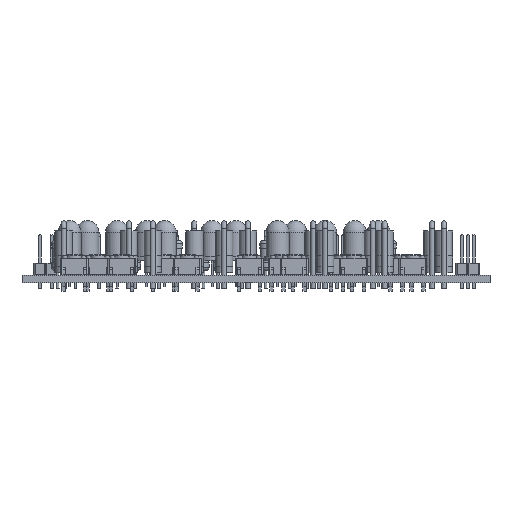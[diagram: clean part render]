
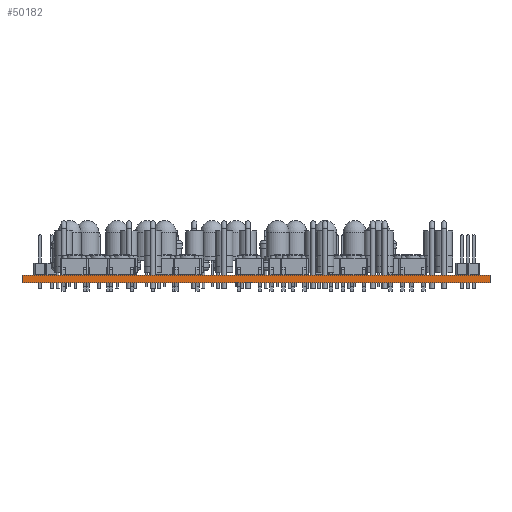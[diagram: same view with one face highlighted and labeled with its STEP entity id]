
A CAD part, front view. The second image highlights one B-rep face of the part: STEP entity #50182.
In plain terms, the highlighted planar face has unit normal (0, -1, 0).
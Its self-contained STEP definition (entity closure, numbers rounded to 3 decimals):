
#50182 = ADVANCED_FACE('',(#50183),#50197,.F.);
#50183 = FACE_BOUND('',#50184,.F.);
#50184 = EDGE_LOOP('',(#50185,#50220,#50248,#50276));
#50185 = ORIENTED_EDGE('',*,*,#50186,.T.);
#50186 = EDGE_CURVE('',#50187,#50189,#50191,.T.);
#50187 = VERTEX_POINT('',#50188);
#50188 = CARTESIAN_POINT('',(0.,-0.,0.));
#50189 = VERTEX_POINT('',#50190);
#50190 = CARTESIAN_POINT('',(0.,0.,1.6));
#50191 = SURFACE_CURVE('',#50192,(#50196,#50208),.PCURVE_S1.);
#50192 = LINE('',#50193,#50194);
#50193 = CARTESIAN_POINT('',(0.,-0.,0.));
#50194 = VECTOR('',#50195,1.);
#50195 = DIRECTION('',(0.,0.,1.));
#50196 = PCURVE('',#50197,#50202);
#50197 = PLANE('',#50198);
#50198 = AXIS2_PLACEMENT_3D('',#50199,#50200,#50201);
#50199 = CARTESIAN_POINT('',(0.,0.,0.));
#50200 = DIRECTION('',(0.,1.,0.));
#50201 = DIRECTION('',(1.,0.,0.));
#50202 = DEFINITIONAL_REPRESENTATION('',(#50203),#50207);
#50203 = LINE('',#50204,#50205);
#50204 = CARTESIAN_POINT('',(0.,0.));
#50205 = VECTOR('',#50206,1.);
#50206 = DIRECTION('',(0.,-1.));
#50207 = ( GEOMETRIC_REPRESENTATION_CONTEXT(2) 
PARAMETRIC_REPRESENTATION_CONTEXT() REPRESENTATION_CONTEXT('2D SPACE',''
  ) );
#50208 = PCURVE('',#50209,#50214);
#50209 = PLANE('',#50210);
#50210 = AXIS2_PLACEMENT_3D('',#50211,#50212,#50213);
#50211 = CARTESIAN_POINT('',(0.,100.,0.));
#50212 = DIRECTION('',(1.,0.,-0.));
#50213 = DIRECTION('',(0.,-1.,0.));
#50214 = DEFINITIONAL_REPRESENTATION('',(#50215),#50219);
#50215 = LINE('',#50216,#50217);
#50216 = CARTESIAN_POINT('',(100.,0.));
#50217 = VECTOR('',#50218,1.);
#50218 = DIRECTION('',(0.,-1.));
#50219 = ( GEOMETRIC_REPRESENTATION_CONTEXT(2) 
PARAMETRIC_REPRESENTATION_CONTEXT() REPRESENTATION_CONTEXT('2D SPACE',''
  ) );
#50220 = ORIENTED_EDGE('',*,*,#50221,.T.);
#50221 = EDGE_CURVE('',#50189,#50222,#50224,.T.);
#50222 = VERTEX_POINT('',#50223);
#50223 = CARTESIAN_POINT('',(100.,0.,1.6));
#50224 = SURFACE_CURVE('',#50225,(#50229,#50236),.PCURVE_S1.);
#50225 = LINE('',#50226,#50227);
#50226 = CARTESIAN_POINT('',(0.,0.,1.6));
#50227 = VECTOR('',#50228,1.);
#50228 = DIRECTION('',(1.,0.,0.));
#50229 = PCURVE('',#50197,#50230);
#50230 = DEFINITIONAL_REPRESENTATION('',(#50231),#50235);
#50231 = LINE('',#50232,#50233);
#50232 = CARTESIAN_POINT('',(0.,-1.6));
#50233 = VECTOR('',#50234,1.);
#50234 = DIRECTION('',(1.,0.));
#50235 = ( GEOMETRIC_REPRESENTATION_CONTEXT(2) 
PARAMETRIC_REPRESENTATION_CONTEXT() REPRESENTATION_CONTEXT('2D SPACE',''
  ) );
#50236 = PCURVE('',#50237,#50242);
#50237 = PLANE('',#50238);
#50238 = AXIS2_PLACEMENT_3D('',#50239,#50240,#50241);
#50239 = CARTESIAN_POINT('',(50.,50.,1.6));
#50240 = DIRECTION('',(0.,0.,1.));
#50241 = DIRECTION('',(1.,0.,-0.));
#50242 = DEFINITIONAL_REPRESENTATION('',(#50243),#50247);
#50243 = LINE('',#50244,#50245);
#50244 = CARTESIAN_POINT('',(-50.,-50.));
#50245 = VECTOR('',#50246,1.);
#50246 = DIRECTION('',(1.,0.));
#50247 = ( GEOMETRIC_REPRESENTATION_CONTEXT(2) 
PARAMETRIC_REPRESENTATION_CONTEXT() REPRESENTATION_CONTEXT('2D SPACE',''
  ) );
#50248 = ORIENTED_EDGE('',*,*,#50249,.F.);
#50249 = EDGE_CURVE('',#50250,#50222,#50252,.T.);
#50250 = VERTEX_POINT('',#50251);
#50251 = CARTESIAN_POINT('',(100.,-0.,0.));
#50252 = SURFACE_CURVE('',#50253,(#50257,#50264),.PCURVE_S1.);
#50253 = LINE('',#50254,#50255);
#50254 = CARTESIAN_POINT('',(100.,-0.,0.));
#50255 = VECTOR('',#50256,1.);
#50256 = DIRECTION('',(0.,0.,1.));
#50257 = PCURVE('',#50197,#50258);
#50258 = DEFINITIONAL_REPRESENTATION('',(#50259),#50263);
#50259 = LINE('',#50260,#50261);
#50260 = CARTESIAN_POINT('',(100.,0.));
#50261 = VECTOR('',#50262,1.);
#50262 = DIRECTION('',(0.,-1.));
#50263 = ( GEOMETRIC_REPRESENTATION_CONTEXT(2) 
PARAMETRIC_REPRESENTATION_CONTEXT() REPRESENTATION_CONTEXT('2D SPACE',''
  ) );
#50264 = PCURVE('',#50265,#50270);
#50265 = PLANE('',#50266);
#50266 = AXIS2_PLACEMENT_3D('',#50267,#50268,#50269);
#50267 = CARTESIAN_POINT('',(100.,0.,0.));
#50268 = DIRECTION('',(-1.,0.,0.));
#50269 = DIRECTION('',(0.,1.,0.));
#50270 = DEFINITIONAL_REPRESENTATION('',(#50271),#50275);
#50271 = LINE('',#50272,#50273);
#50272 = CARTESIAN_POINT('',(0.,0.));
#50273 = VECTOR('',#50274,1.);
#50274 = DIRECTION('',(0.,-1.));
#50275 = ( GEOMETRIC_REPRESENTATION_CONTEXT(2) 
PARAMETRIC_REPRESENTATION_CONTEXT() REPRESENTATION_CONTEXT('2D SPACE',''
  ) );
#50276 = ORIENTED_EDGE('',*,*,#50277,.F.);
#50277 = EDGE_CURVE('',#50187,#50250,#50278,.T.);
#50278 = SURFACE_CURVE('',#50279,(#50283,#50290),.PCURVE_S1.);
#50279 = LINE('',#50280,#50281);
#50280 = CARTESIAN_POINT('',(0.,-0.,0.));
#50281 = VECTOR('',#50282,1.);
#50282 = DIRECTION('',(1.,0.,0.));
#50283 = PCURVE('',#50197,#50284);
#50284 = DEFINITIONAL_REPRESENTATION('',(#50285),#50289);
#50285 = LINE('',#50286,#50287);
#50286 = CARTESIAN_POINT('',(0.,0.));
#50287 = VECTOR('',#50288,1.);
#50288 = DIRECTION('',(1.,0.));
#50289 = ( GEOMETRIC_REPRESENTATION_CONTEXT(2) 
PARAMETRIC_REPRESENTATION_CONTEXT() REPRESENTATION_CONTEXT('2D SPACE',''
  ) );
#50290 = PCURVE('',#50291,#50296);
#50291 = PLANE('',#50292);
#50292 = AXIS2_PLACEMENT_3D('',#50293,#50294,#50295);
#50293 = CARTESIAN_POINT('',(50.,50.,0.));
#50294 = DIRECTION('',(0.,0.,1.));
#50295 = DIRECTION('',(1.,0.,-0.));
#50296 = DEFINITIONAL_REPRESENTATION('',(#50297),#50301);
#50297 = LINE('',#50298,#50299);
#50298 = CARTESIAN_POINT('',(-50.,-50.));
#50299 = VECTOR('',#50300,1.);
#50300 = DIRECTION('',(1.,0.));
#50301 = ( GEOMETRIC_REPRESENTATION_CONTEXT(2) 
PARAMETRIC_REPRESENTATION_CONTEXT() REPRESENTATION_CONTEXT('2D SPACE',''
  ) );
